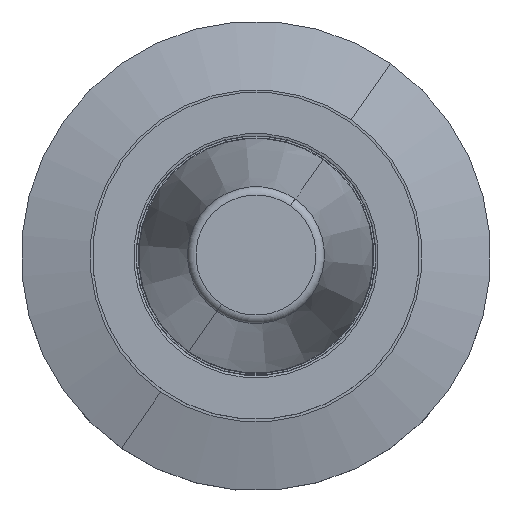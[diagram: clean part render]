
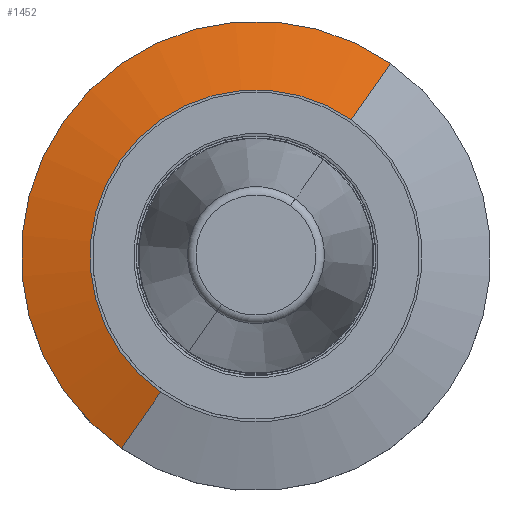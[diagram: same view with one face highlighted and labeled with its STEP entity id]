
A CAD part, top view. The second image highlights one B-rep face of the part: STEP entity #1452.
In plain terms, the highlighted conical face has half-angle 75 degrees and reference radius 59.75 mm.
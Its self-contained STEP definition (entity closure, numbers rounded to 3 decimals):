
#309=DIRECTION('',(-0.554,-0.791,0.259));
#310=VECTOR('',#309,21.223);
#311=CARTESIAN_POINT('',(40.15,57.341,-40.643));
#312=LINE('',#311,#310);
#316=DIRECTION('',(0.554,0.791,0.259));
#317=VECTOR('',#316,21.223);
#318=CARTESIAN_POINT('',(-40.15,-57.341,
-40.643));
#319=LINE('',#318,#317);
#323=CARTESIAN_POINT('',(0.,0.,-40.643));
#324=DIRECTION('',(0.,0.,1.));
#325=DIRECTION('',(0.574,0.819,0.));
#326=AXIS2_PLACEMENT_3D('',#323,#324,#325);
#331=CARTESIAN_POINT('',(0.,0.,-35.15));
#332=DIRECTION('',(0.,0.,1.));
#333=DIRECTION('',(0.574,0.819,0.));
#334=AXIS2_PLACEMENT_3D('',#331,#332,#333);
#1047=CARTESIAN_POINT('',(40.15,57.341,-40.643));
#1048=VERTEX_POINT('',#1047);
#1049=CARTESIAN_POINT('',(28.392,40.548,-35.15));
#1050=VERTEX_POINT('',#1049);
#1119=CARTESIAN_POINT('',(-40.15,-57.341,
-40.643));
#1120=VERTEX_POINT('',#1119);
#1121=CARTESIAN_POINT('',(-28.392,-40.548,-35.15));
#1122=VERTEX_POINT('',#1121);
#1440=CARTESIAN_POINT('',(0.,0.,-37.896));
#1441=DIRECTION('',(0.,0.,-1.));
#1442=DIRECTION('',(-0.574,-0.819,0.));
#1443=AXIS2_PLACEMENT_3D('',#1440,#1441,#1442);
#1444=CONICAL_SURFACE('',#1443,59.75,75.);
#1445=ORIENTED_EDGE('',*,*,#1430,.T.);
#1447=ORIENTED_EDGE('',*,*,#1446,.T.);
#1448=ORIENTED_EDGE('',*,*,#1433,.F.);
#1449=ORIENTED_EDGE('',*,*,#1404,.F.);
#1450=EDGE_LOOP('',(#1445,#1447,#1448,#1449));
#1451=FACE_OUTER_BOUND('',#1450,.F.);
#327=CIRCLE('',#326,70.);
#335=CIRCLE('',#334,49.5);
#1404=EDGE_CURVE('',#1048,#1120,#327,.T.);
#1430=EDGE_CURVE('',#1048,#1050,#312,.T.);
#1433=EDGE_CURVE('',#1120,#1122,#319,.T.);
#1446=EDGE_CURVE('',#1050,#1122,#335,.T.);
#1452=ADVANCED_FACE('',(#1451),#1444,.T.);
